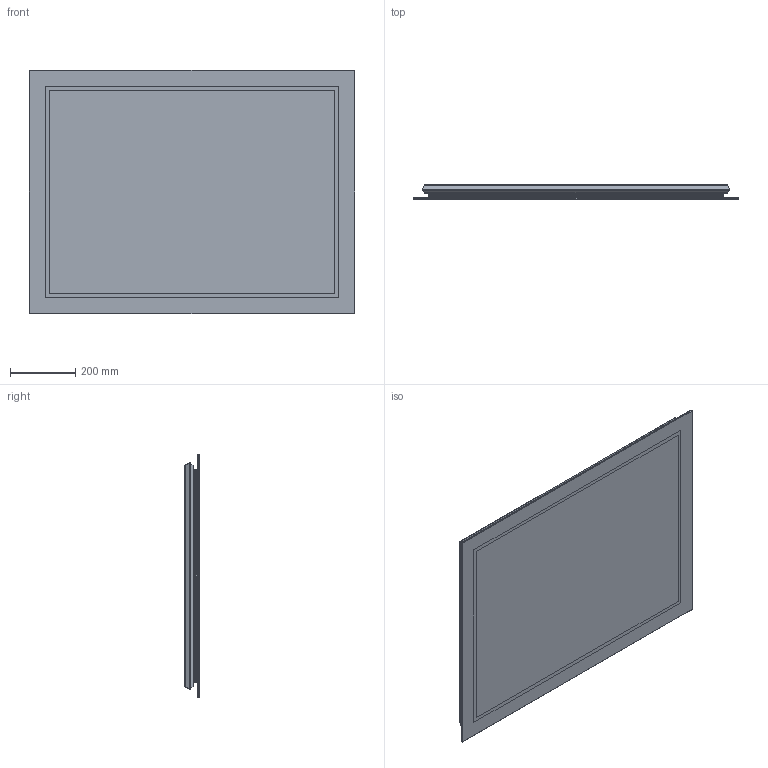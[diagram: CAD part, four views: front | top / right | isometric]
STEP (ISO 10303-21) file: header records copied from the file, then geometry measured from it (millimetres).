
FILE_DESCRIPTION((' '),'2;1');
FILE_NAME('Finion_F6001000_3D.stp','2016-09-19T16:20:52',(' '),(' '),' ','ACIS',' ');
FILE_SCHEMA(('CONFIG_CONTROL_DESIGN'));
Length unit declared in the file: millimetre
Products named in the file (19): Finion_F6001000_3D.stp; Körper1; Körper2; Körper3; Körper4; Körper5; Körper6; Körper7; Körper8; Körper9; Körper10; Körper11; Körper12; Körper13; Körper14; Körper15; Körper16; Körper17; Körper18
Assembly tree (18 placements, depth 2):
  Finion_F6001000_3D.stp
    Körper1
    Körper2
    Körper3
    Körper4
    Körper5
    Körper6
    Körper7
    Körper8
    Körper9
    Körper10
    Körper11
    Körper12
    Körper13
    Körper14
    Körper15
    Körper16
    Körper17
    Körper18
Bounding box: 1000 x 45 x 750 mm (x, y, z)
Volume: 5505528.3 mm3; surface area: 3423582.6 mm2
Topology: 19 solids, 19 shells, 902 faces, 2588 edges, 1720 vertices
Faces by surface type: bspline 428, plane 308, cylinder 166
Entity records: 34407 total; most frequent: CARTESIAN_POINT 8855, ORIENTED_EDGE 5176, DIRECTION 4274, EDGE_CURVE 2588, VECTOR 1924, LINE 1924, VERTEX_POINT 1720, AXIS2_PLACEMENT_3D 1175
